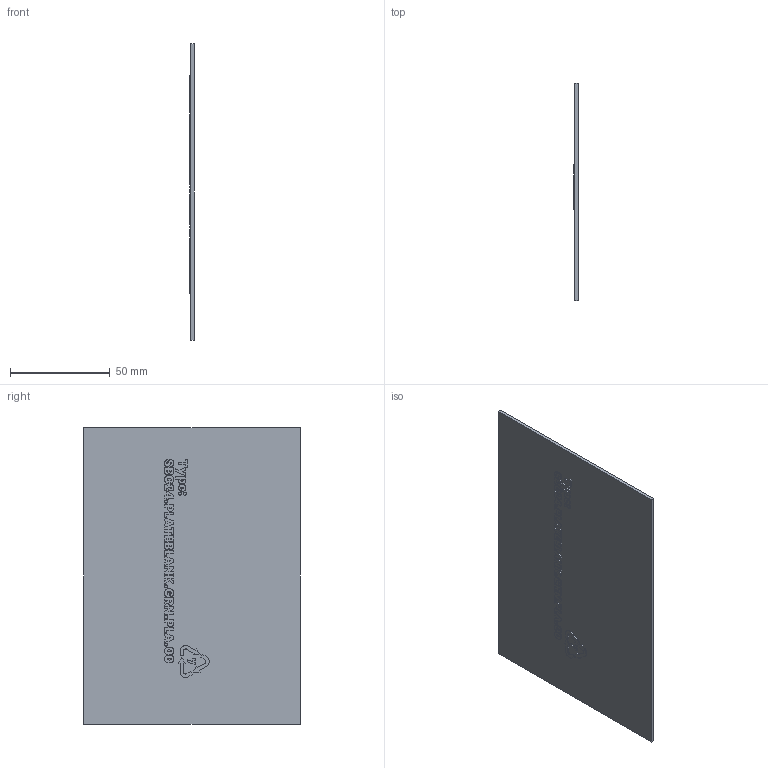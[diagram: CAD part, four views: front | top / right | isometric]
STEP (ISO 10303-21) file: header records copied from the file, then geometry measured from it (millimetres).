
FILE_DESCRIPTION(('FreeCAD Model'),'2;1');
FILE_NAME('Open CASCADE Shape Model','2024-09-27T17:28:43',('Author'),( ''),'Open CASCADE STEP processor 7.6','FreeCAD','Unknown');
FILE_SCHEMA(('AUTOMOTIVE_DESIGN { 1 0 10303 214 1 1 1 1 }'));
Length unit declared in the file: millimetre
Products named in the file (10): SBC24_PLATEBLANK_GRN_PLA_00; BlankPlate; Text top; Text009; Text010; RecycleLogo001; Extrude011; Extrude012; Extrude013; Extrude014
Assembly tree (9 placements, depth 4):
  SBC24_PLATEBLANK_GRN_PLA_00
    BlankPlate
    Text top
      Text009
      Text010
      RecycleLogo001
        Extrude011
        Extrude012
        Extrude013
        Extrude014
Bounding box: 2.4 x 108.5 x 148.4 mm (x, y, z)
Volume: 29224.6 mm3; surface area: 34335.5 mm2
Topology: 38 solids, 38 shells, 572 faces, 1488 edges, 992 vertices
Faces by surface type: extrusion 294, plane 278
Entity records: 37435 total; most frequent: CARTESIAN_POINT 8848, DIRECTION 4158, VECTOR 3582, LINE 3288, ORIENTED_EDGE 2976, PCURVE 2976, DEFINITIONAL_REPRESENTATION 2976, EDGE_CURVE 1488
